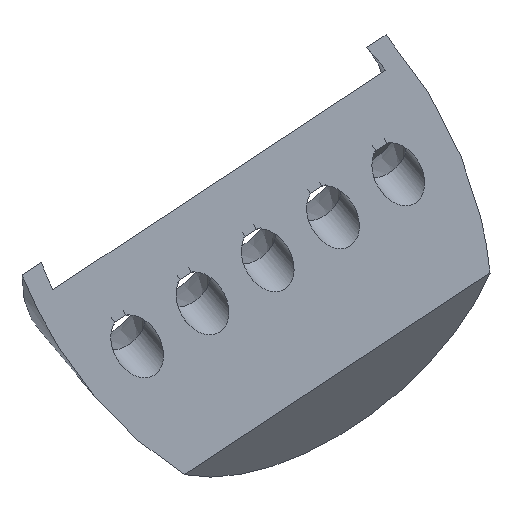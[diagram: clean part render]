
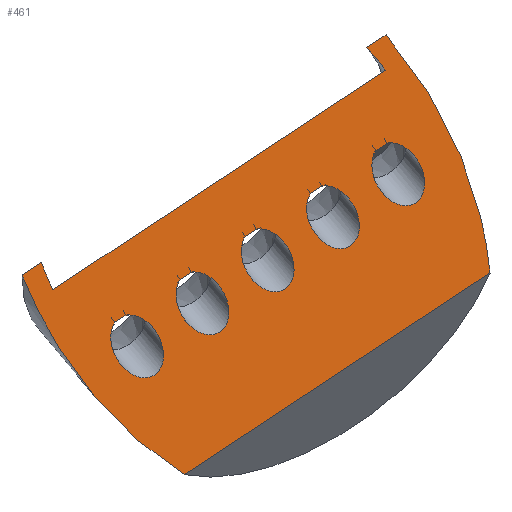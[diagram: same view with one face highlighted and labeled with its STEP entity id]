
A CAD part, front view. The second image highlights one B-rep face of the part: STEP entity #461.
In plain terms, the highlighted planar face has unit normal (0.257, -0.964, -0.071).
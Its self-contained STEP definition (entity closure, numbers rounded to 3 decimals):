
#15=FACE_BOUND('',#126,.T.);
#16=FACE_BOUND('',#127,.T.);
#17=FACE_BOUND('',#128,.T.);
#18=FACE_BOUND('',#129,.T.);
#19=FACE_BOUND('',#130,.T.);
#20=ELLIPSE('',#516,10.951,7.743);
#21=ELLIPSE('',#518,10.951,7.743);
#22=ELLIPSE('',#522,1.289,0.911);
#23=ELLIPSE('',#524,1.289,0.911);
#24=ELLIPSE('',#526,1.289,0.911);
#25=ELLIPSE('',#528,1.289,0.911);
#26=ELLIPSE('',#530,1.289,0.911);
#27=ELLIPSE('',#535,12.167,8.603);
#28=ELLIPSE('',#537,12.167,8.603);
#101=FACE_OUTER_BOUND('',#125,.T.);
#125=EDGE_LOOP('',(#407,#408,#409,#410,#411,#412,#413,#414));
#126=EDGE_LOOP('',(#415,#416));
#127=EDGE_LOOP('',(#417,#418));
#128=EDGE_LOOP('',(#419,#420));
#129=EDGE_LOOP('',(#421,#422));
#130=EDGE_LOOP('',(#423,#424));
#143=LINE('',#692,#157);
#145=LINE('',#750,#159);
#147=LINE('',#880,#161);
#149=LINE('',#883,#163);
#151=LINE('',#886,#165);
#152=LINE('',#910,#166);
#153=LINE('',#913,#167);
#154=LINE('',#916,#168);
#155=LINE('',#924,#169);
#157=VECTOR('',#545,10.);
#159=VECTOR('',#559,10.);
#161=VECTOR('',#615,10.);
#163=VECTOR('',#619,10.);
#165=VECTOR('',#623,10.);
#166=VECTOR('',#662,10.);
#167=VECTOR('',#665,10.);
#168=VECTOR('',#668,10.);
#169=VECTOR('',#679,10.);
#172=VERTEX_POINT('',#687);
#173=VERTEX_POINT('',#691);
#180=VERTEX_POINT('',#745);
#181=VERTEX_POINT('',#749);
#189=VERTEX_POINT('',#792);
#190=VERTEX_POINT('',#796);
#196=VERTEX_POINT('',#829);
#197=VERTEX_POINT('',#833);
#202=VERTEX_POINT('',#859);
#203=VERTEX_POINT('',#863);
#206=VERTEX_POINT('',#889);
#207=VERTEX_POINT('',#891);
#208=VERTEX_POINT('',#893);
#209=VERTEX_POINT('',#895);
#210=VERTEX_POINT('',#912);
#211=VERTEX_POINT('',#914);
#212=VERTEX_POINT('',#918);
#213=VERTEX_POINT('',#920);
#216=EDGE_CURVE('',#173,#172,#143,.T.);
#226=EDGE_CURVE('',#181,#180,#145,.T.);
#261=EDGE_CURVE('',#202,#203,#147,.T.);
#263=EDGE_CURVE('',#189,#190,#149,.T.);
#265=EDGE_CURVE('',#196,#197,#151,.T.);
#268=EDGE_CURVE('',#207,#206,#20,.T.);
#270=EDGE_CURVE('',#209,#208,#21,.T.);
#272=EDGE_CURVE('',#180,#181,#22,.T.);
#273=EDGE_CURVE('',#190,#189,#23,.T.);
#274=EDGE_CURVE('',#172,#173,#24,.T.);
#275=EDGE_CURVE('',#197,#196,#25,.T.);
#276=EDGE_CURVE('',#203,#202,#26,.T.);
#277=EDGE_CURVE('',#206,#209,#152,.T.);
#278=EDGE_CURVE('',#210,#207,#153,.T.);
#280=EDGE_CURVE('',#208,#211,#154,.T.);
#281=EDGE_CURVE('',#210,#212,#27,.T.);
#283=EDGE_CURVE('',#213,#211,#28,.T.);
#284=EDGE_CURVE('',#213,#212,#155,.T.);
#407=ORIENTED_EDGE('',*,*,#277,.T.);
#408=ORIENTED_EDGE('',*,*,#270,.T.);
#409=ORIENTED_EDGE('',*,*,#280,.T.);
#410=ORIENTED_EDGE('',*,*,#283,.F.);
#411=ORIENTED_EDGE('',*,*,#284,.T.);
#412=ORIENTED_EDGE('',*,*,#281,.F.);
#413=ORIENTED_EDGE('',*,*,#278,.T.);
#414=ORIENTED_EDGE('',*,*,#268,.T.);
#415=ORIENTED_EDGE('',*,*,#272,.T.);
#416=ORIENTED_EDGE('',*,*,#226,.T.);
#417=ORIENTED_EDGE('',*,*,#273,.T.);
#418=ORIENTED_EDGE('',*,*,#263,.T.);
#419=ORIENTED_EDGE('',*,*,#274,.T.);
#420=ORIENTED_EDGE('',*,*,#216,.T.);
#421=ORIENTED_EDGE('',*,*,#275,.T.);
#422=ORIENTED_EDGE('',*,*,#265,.T.);
#423=ORIENTED_EDGE('',*,*,#276,.T.);
#424=ORIENTED_EDGE('',*,*,#261,.T.);
#437=PLANE('',#538);
#461=ADVANCED_FACE('',(#101,#15,#16,#17,#18,#19),#437,.F.);
#516=AXIS2_PLACEMENT_3D('',#892,#630,#631);
#518=AXIS2_PLACEMENT_3D('',#896,#634,#635);
#522=AXIS2_PLACEMENT_3D('',#900,#642,#643);
#524=AXIS2_PLACEMENT_3D('',#902,#646,#647);
#526=AXIS2_PLACEMENT_3D('',#904,#650,#651);
#528=AXIS2_PLACEMENT_3D('',#906,#654,#655);
#530=AXIS2_PLACEMENT_3D('',#908,#658,#659);
#535=AXIS2_PLACEMENT_3D('',#919,#671,#672);
#537=AXIS2_PLACEMENT_3D('',#922,#675,#676);
#538=AXIS2_PLACEMENT_3D('',#923,#677,#678);
#545=DIRECTION('',(0.821,0.179,0.542));
#559=DIRECTION('',(0.821,0.179,0.542));
#615=DIRECTION('',(0.821,0.179,0.542));
#619=DIRECTION('',(0.821,0.179,0.542));
#623=DIRECTION('',(0.821,0.179,0.542));
#630=DIRECTION('center_axis',(-0.257,0.964,0.071));
#631=DIRECTION('ref_axis',(-0.509,-0.198,0.838));
#634=DIRECTION('center_axis',(-0.257,0.964,0.071));
#635=DIRECTION('ref_axis',(-0.509,-0.198,0.838));
#642=DIRECTION('center_axis',(-0.257,0.964,0.071));
#643=DIRECTION('ref_axis',(0.509,0.198,-0.838));
#646=DIRECTION('center_axis',(-0.257,0.964,0.071));
#647=DIRECTION('ref_axis',(0.509,0.198,-0.838));
#650=DIRECTION('center_axis',(-0.257,0.964,0.071));
#651=DIRECTION('ref_axis',(0.509,0.198,-0.838));
#654=DIRECTION('center_axis',(-0.257,0.964,0.071));
#655=DIRECTION('ref_axis',(0.509,0.198,-0.838));
#658=DIRECTION('center_axis',(-0.257,0.964,0.071));
#659=DIRECTION('ref_axis',(0.509,0.198,-0.838));
#662=DIRECTION('',(-0.821,-0.179,-0.542));
#665=DIRECTION('',(-0.821,-0.179,-0.542));
#668=DIRECTION('',(-0.821,-0.179,-0.542));
#671=DIRECTION('center_axis',(-0.257,0.964,0.071));
#672=DIRECTION('ref_axis',(-0.509,-0.198,0.838));
#675=DIRECTION('center_axis',(-0.257,0.964,0.071));
#676=DIRECTION('ref_axis',(-0.509,-0.198,0.838));
#677=DIRECTION('center_axis',(-0.257,0.964,0.071));
#678=DIRECTION('ref_axis',(0.509,0.198,-0.838));
#679=DIRECTION('',(0.821,0.179,0.542));
#687=CARTESIAN_POINT('',(-108.434,106.144,195.346));
#691=CARTESIAN_POINT('',(-108.854,106.052,195.069));
#692=CARTESIAN_POINT('',(-107.406,106.367,196.024));
#745=CARTESIAN_POINT('',(-105.97,106.679,196.971));
#749=CARTESIAN_POINT('',(-106.39,106.588,196.694));
#750=CARTESIAN_POINT('',(-106.174,106.635,196.836));
#792=CARTESIAN_POINT('',(-103.925,107.124,198.319));
#796=CARTESIAN_POINT('',(-103.505,107.215,198.596));
#829=CARTESIAN_POINT('',(-101.461,107.66,199.944));
#833=CARTESIAN_POINT('',(-101.041,107.751,200.221));
#859=CARTESIAN_POINT('',(-111.318,105.516,193.444));
#863=CARTESIAN_POINT('',(-110.898,105.608,193.721));
#880=CARTESIAN_POINT('',(-108.638,106.099,195.211));
#883=CARTESIAN_POINT('',(-104.942,106.903,197.649));
#886=CARTESIAN_POINT('',(-103.71,107.171,198.462));
#889=CARTESIAN_POINT('',(-101.095,107.533,202.972));
#891=CARTESIAN_POINT('',(-101.811,107.278,203.827));
#892=CARTESIAN_POINT('Origin',(-106.505,106.505,197.395));
#893=CARTESIAN_POINT('',(-114.096,104.607,195.726));
#895=CARTESIAN_POINT('',(-113.659,104.801,194.686));
#896=CARTESIAN_POINT('Origin',(-106.505,106.505,197.395));
#900=CARTESIAN_POINT('Origin',(-105.55,106.878,195.797));
#902=CARTESIAN_POINT('Origin',(-103.086,107.414,197.422));
#904=CARTESIAN_POINT('Origin',(-108.014,106.342,194.172));
#906=CARTESIAN_POINT('Origin',(-100.621,107.95,199.047));
#908=CARTESIAN_POINT('Origin',(-110.478,105.807,192.547));
#910=CARTESIAN_POINT('',(-107.377,106.167,198.829));
#912=CARTESIAN_POINT('',(-101.082,107.437,204.307));
#913=CARTESIAN_POINT('',(-107.953,105.943,199.776));
#914=CARTESIAN_POINT('',(-114.824,104.449,195.245));
#916=CARTESIAN_POINT('',(-107.953,105.943,199.776));
#918=CARTESIAN_POINT('',(-97.158,109.149,195.315));
#919=CARTESIAN_POINT('Origin',(-106.505,106.505,197.395));
#920=CARTESIAN_POINT('',(-108.696,106.641,187.706));
#922=CARTESIAN_POINT('Origin',(-106.505,106.505,197.395));
#923=CARTESIAN_POINT('Origin',(-113.199,103.906,208.402));
#924=CARTESIAN_POINT('',(-102.927,107.895,191.51));
